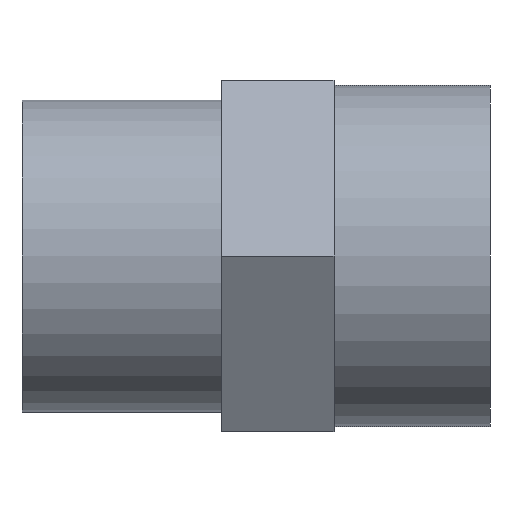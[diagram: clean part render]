
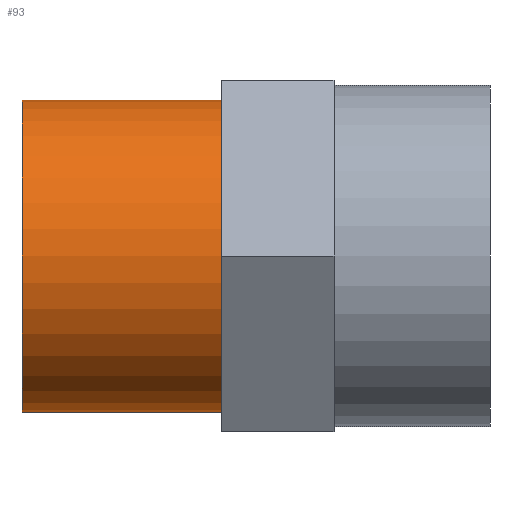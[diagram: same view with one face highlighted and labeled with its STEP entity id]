
A CAD part, front view. The second image highlights one B-rep face of the part: STEP entity #93.
In plain terms, the highlighted cylindrical face has radius 16 mm (diameter 32 mm), a partial arc.
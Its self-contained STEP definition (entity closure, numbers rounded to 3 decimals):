
#93=ADVANCED_FACE('',(#186),#187,.T.);
#186=FACE_OUTER_BOUND('',#272,.T.);
#187=CYLINDRICAL_SURFACE('',#273,16.0);
#272=EDGE_LOOP('',(#465,#466,#467,#468));
#273=AXIS2_PLACEMENT_3D('',#469,#470,#471);
#465=ORIENTED_EDGE('',*,*,#482,.T.);
#466=ORIENTED_EDGE('',*,*,#534,.F.);
#467=ORIENTED_EDGE('',*,*,#484,.T.);
#468=ORIENTED_EDGE('',*,*,#555,.F.);
#469=CARTESIAN_POINT('',(10.24,0.0,0.0));
#470=DIRECTION('',(1.0,0.0,0.0));
#471=DIRECTION('',(0.0,0.0,-1.0));
#482=EDGE_CURVE('',#559,#560,#561,.T.);
#484=EDGE_CURVE('',#564,#562,#565,.T.);
#534=EDGE_CURVE('',#564,#560,#639,.T.);
#555=EDGE_CURVE('',#559,#562,#666,.T.);
#559=VERTEX_POINT('',#670);
#560=VERTEX_POINT('',#671);
#561=LINE('',#672,#673);
#562=VERTEX_POINT('',#674);
#564=VERTEX_POINT('',#676);
#565=LINE('',#677,#678);
#639=CIRCLE('',#768,16.0);
#666=CIRCLE('',#807,16.0);
#670=CARTESIAN_POINT('',(0.0,0.0,-16.0));
#671=CARTESIAN_POINT('',(20.48,0.0,-16.0));
#672=CARTESIAN_POINT('',(10.24,0.,-16.0));
#673=VECTOR('',#810,1.0);
#674=CARTESIAN_POINT('',(0.0,0.,16.0));
#676=CARTESIAN_POINT('',(20.48,0.,16.0));
#677=CARTESIAN_POINT('',(10.24,0.,16.0));
#678=VECTOR('',#814,1.0);
#768=AXIS2_PLACEMENT_3D('',#888,#889,#890);
#807=AXIS2_PLACEMENT_3D('',#903,#904,#905);
#810=DIRECTION('',(1.0,0.0,0.0));
#814=DIRECTION('',(-1.0,-0.0,-0.0));
#888=CARTESIAN_POINT('',(20.48,0.0,0.0));
#889=DIRECTION('',(1.0,0.0,0.0));
#890=DIRECTION('',(0.0,0.0,-1.0));
#903=CARTESIAN_POINT('',(0.0,0.0,0.0));
#904=DIRECTION('',(-1.0,0.0,0.0));
#905=DIRECTION('',(0.0,0.0,-1.0));
